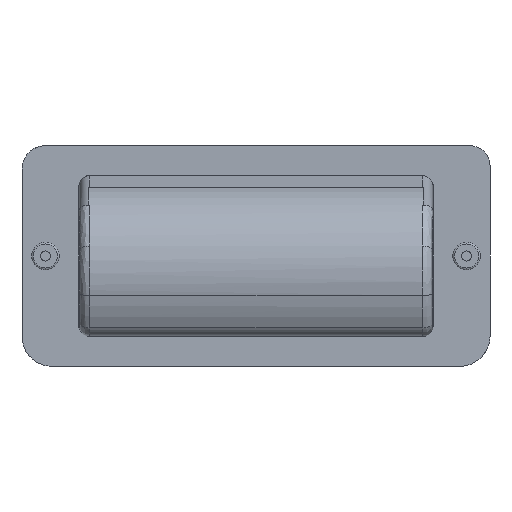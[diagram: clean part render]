
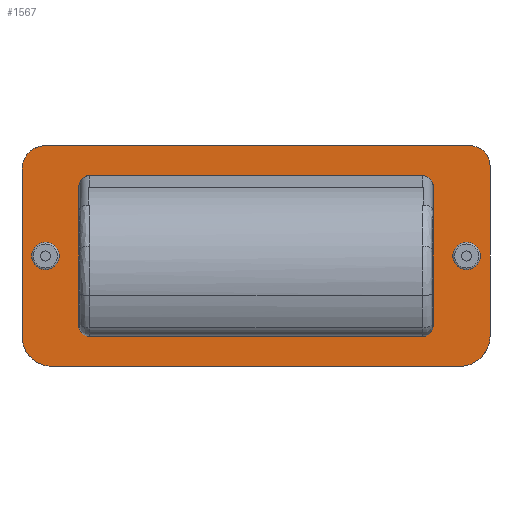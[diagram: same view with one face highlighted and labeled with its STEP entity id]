
A CAD part, front view. The second image highlights one B-rep face of the part: STEP entity #1567.
In plain terms, the highlighted planar face has unit normal (0, -1, 0).
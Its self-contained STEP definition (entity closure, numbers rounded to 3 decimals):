
#145=LINE('',#2276,#211);
#146=LINE('',#2280,#212);
#147=LINE('',#2284,#213);
#148=LINE('',#2287,#214);
#149=LINE('',#2290,#215);
#150=LINE('',#2294,#216);
#151=LINE('',#2298,#217);
#152=LINE('',#2302,#218);
#211=VECTOR('',#1866,51.);
#212=VECTOR('',#1869,126.992);
#213=VECTOR('',#1872,50.);
#214=VECTOR('',#1875,121.989);
#215=VECTOR('',#1876,42.);
#216=VECTOR('',#1879,99.947);
#217=VECTOR('',#1882,42.);
#218=VECTOR('',#1885,99.947);
#277=ELLIPSE('',#1680,9.005,9.);
#278=ELLIPSE('',#1681,6.004,6.);
#279=ELLIPSE('',#1682,7.004,7.);
#280=ELLIPSE('',#1683,9.005,9.);
#281=ELLIPSE('',#1684,3.,3.);
#282=ELLIPSE('',#1685,3.,3.);
#283=ELLIPSE('',#1686,3.,3.);
#284=ELLIPSE('',#1687,3.,3.);
#296=PLANE('',#1679);
#320=FACE_BOUND('',#442,.T.);
#321=FACE_BOUND('',#443,.T.);
#322=FACE_BOUND('',#444,.T.);
#333=FACE_OUTER_BOUND('',#441,.T.);
#441=EDGE_LOOP('',(#1041,#1042,#1043,#1044,#1045,#1046,#1047,#1048));
#442=EDGE_LOOP('',(#1049,#1050,#1051,#1052,#1053,#1054,#1055,#1056));
#443=EDGE_LOOP('',(#1057));
#444=EDGE_LOOP('',(#1058));
#556=CIRCLE('',#1688,4.1);
#557=CIRCLE('',#1689,4.1);
#638=VERTEX_POINT('',#2272);
#639=VERTEX_POINT('',#2273);
#640=VERTEX_POINT('',#2275);
#641=VERTEX_POINT('',#2277);
#642=VERTEX_POINT('',#2279);
#643=VERTEX_POINT('',#2281);
#644=VERTEX_POINT('',#2283);
#645=VERTEX_POINT('',#2285);
#646=VERTEX_POINT('',#2288);
#647=VERTEX_POINT('',#2289);
#648=VERTEX_POINT('',#2291);
#649=VERTEX_POINT('',#2293);
#650=VERTEX_POINT('',#2295);
#651=VERTEX_POINT('',#2297);
#652=VERTEX_POINT('',#2299);
#653=VERTEX_POINT('',#2301);
#654=VERTEX_POINT('',#2304);
#655=VERTEX_POINT('',#2306);
#792=EDGE_CURVE('',#638,#639,#277,.T.);
#793=EDGE_CURVE('',#640,#639,#145,.T.);
#794=EDGE_CURVE('',#640,#641,#278,.T.);
#795=EDGE_CURVE('',#642,#641,#146,.T.);
#796=EDGE_CURVE('',#642,#643,#279,.T.);
#797=EDGE_CURVE('',#644,#643,#147,.T.);
#798=EDGE_CURVE('',#644,#645,#280,.T.);
#799=EDGE_CURVE('',#645,#638,#148,.T.);
#800=EDGE_CURVE('',#646,#647,#149,.T.);
#801=EDGE_CURVE('',#647,#648,#281,.T.);
#802=EDGE_CURVE('',#648,#649,#150,.T.);
#803=EDGE_CURVE('',#649,#650,#282,.T.);
#804=EDGE_CURVE('',#651,#650,#151,.T.);
#805=EDGE_CURVE('',#651,#652,#283,.T.);
#806=EDGE_CURVE('',#653,#652,#152,.T.);
#807=EDGE_CURVE('',#653,#646,#284,.T.);
#808=EDGE_CURVE('',#654,#654,#556,.T.);
#809=EDGE_CURVE('',#655,#655,#557,.T.);
#1041=ORIENTED_EDGE('',*,*,#792,.T.);
#1042=ORIENTED_EDGE('',*,*,#793,.F.);
#1043=ORIENTED_EDGE('',*,*,#794,.T.);
#1044=ORIENTED_EDGE('',*,*,#795,.F.);
#1045=ORIENTED_EDGE('',*,*,#796,.T.);
#1046=ORIENTED_EDGE('',*,*,#797,.F.);
#1047=ORIENTED_EDGE('',*,*,#798,.T.);
#1048=ORIENTED_EDGE('',*,*,#799,.T.);
#1049=ORIENTED_EDGE('',*,*,#800,.T.);
#1050=ORIENTED_EDGE('',*,*,#801,.T.);
#1051=ORIENTED_EDGE('',*,*,#802,.T.);
#1052=ORIENTED_EDGE('',*,*,#803,.T.);
#1053=ORIENTED_EDGE('',*,*,#804,.F.);
#1054=ORIENTED_EDGE('',*,*,#805,.T.);
#1055=ORIENTED_EDGE('',*,*,#806,.F.);
#1056=ORIENTED_EDGE('',*,*,#807,.T.);
#1057=ORIENTED_EDGE('',*,*,#808,.F.);
#1058=ORIENTED_EDGE('',*,*,#809,.F.);
#1567=ADVANCED_FACE('',(#333,#320,#321,#322),#296,.T.);
#1679=AXIS2_PLACEMENT_3D('',#2271,#1862,#1863);
#1680=AXIS2_PLACEMENT_3D('',#2274,#1864,#1865);
#1681=AXIS2_PLACEMENT_3D('',#2278,#1867,#1868);
#1682=AXIS2_PLACEMENT_3D('',#2282,#1870,#1871);
#1683=AXIS2_PLACEMENT_3D('',#2286,#1873,#1874);
#1684=AXIS2_PLACEMENT_3D('',#2292,#1877,#1878);
#1685=AXIS2_PLACEMENT_3D('',#2296,#1880,#1881);
#1686=AXIS2_PLACEMENT_3D('',#2300,#1883,#1884);
#1687=AXIS2_PLACEMENT_3D('',#2303,#1886,#1887);
#1688=AXIS2_PLACEMENT_3D('',#2305,#1888,#1889);
#1689=AXIS2_PLACEMENT_3D('',#2307,#1890,#1891);
#1862=DIRECTION('center_axis',(0.,-1.,0.));
#1863=DIRECTION('ref_axis',(0.,0.,-1.));
#1864=DIRECTION('center_axis',(0.,-1.,0.));
#1865=DIRECTION('ref_axis',(1.,0.,0.));
#1866=DIRECTION('',(0.,0.,-1.));
#1867=DIRECTION('center_axis',(0.,-1.,0.));
#1868=DIRECTION('ref_axis',(1.,0.,0.));
#1869=DIRECTION('',(1.,0.,0.));
#1870=DIRECTION('center_axis',(0.,-1.,0.));
#1871=DIRECTION('ref_axis',(-1.,0.,0.));
#1872=DIRECTION('',(0.,0.,1.));
#1873=DIRECTION('center_axis',(0.,-1.,0.));
#1874=DIRECTION('ref_axis',(-1.,0.,0.));
#1875=DIRECTION('',(1.,0.,0.));
#1876=DIRECTION('',(0.,0.,1.));
#1877=DIRECTION('center_axis',(0.,1.,0.));
#1878=DIRECTION('ref_axis',(-1.,0.,0.));
#1879=DIRECTION('',(1.,0.,0.));
#1880=DIRECTION('center_axis',(0.,1.,0.));
#1881=DIRECTION('ref_axis',(1.,0.,0.));
#1882=DIRECTION('',(0.,0.,1.));
#1883=DIRECTION('center_axis',(0.,1.,0.));
#1884=DIRECTION('ref_axis',(1.,0.,0.));
#1885=DIRECTION('',(1.,0.,0.));
#1886=DIRECTION('center_axis',(0.,1.,0.));
#1887=DIRECTION('ref_axis',(-1.,0.,0.));
#1888=DIRECTION('center_axis',(0.,-1.,0.));
#1889=DIRECTION('ref_axis',(0.,0.,1.));
#1890=DIRECTION('center_axis',(0.,-1.,0.));
#1891=DIRECTION('ref_axis',(0.,0.,1.));
#2271=CARTESIAN_POINT('Origin',(-97.5,0.,33.));
#2272=CARTESIAN_POINT('',(60.995,0.,-33.));
#2273=CARTESIAN_POINT('',(70.,0.,-24.));
#2274=CARTESIAN_POINT('Origin',(60.995,0.,
-24.));
#2275=CARTESIAN_POINT('',(70.,0.,27.));
#2276=CARTESIAN_POINT('',(70.,0.,27.));
#2277=CARTESIAN_POINT('',(63.996,0.,33.));
#2278=CARTESIAN_POINT('Origin',(63.996,0.,
27.));
#2279=CARTESIAN_POINT('',(-62.996,0.,33.));
#2280=CARTESIAN_POINT('',(-62.996,0.,33.));
#2281=CARTESIAN_POINT('',(-70.,0.,26.));
#2282=CARTESIAN_POINT('Origin',(-62.996,0.,
26.));
#2283=CARTESIAN_POINT('',(-70.,0.,-24.));
#2284=CARTESIAN_POINT('',(-70.,0.,-24.));
#2285=CARTESIAN_POINT('',(-60.995,0.,-33.));
#2286=CARTESIAN_POINT('Origin',(-60.995,0.,
-24.));
#2287=CARTESIAN_POINT('',(-60.995,0.,-33.));
#2288=CARTESIAN_POINT('',(-52.974,0.,-21.));
#2289=CARTESIAN_POINT('',(-52.974,0.,21.));
#2290=CARTESIAN_POINT('',(-52.974,0.,-21.));
#2291=CARTESIAN_POINT('',(-49.973,0.,24.));
#2292=CARTESIAN_POINT('Origin',(-49.973,0.,
21.));
#2293=CARTESIAN_POINT('',(49.973,0.,24.));
#2294=CARTESIAN_POINT('',(-49.973,0.,24.));
#2295=CARTESIAN_POINT('',(52.974,0.,21.));
#2296=CARTESIAN_POINT('Origin',(49.973,0.,
21.));
#2297=CARTESIAN_POINT('',(52.974,0.,-21.));
#2298=CARTESIAN_POINT('',(52.974,0.,-21.));
#2299=CARTESIAN_POINT('',(49.973,0.,-24.));
#2300=CARTESIAN_POINT('Origin',(49.973,0.,
-21.));
#2301=CARTESIAN_POINT('',(-49.973,0.,-24.));
#2302=CARTESIAN_POINT('',(-49.973,0.,-24.));
#2303=CARTESIAN_POINT('Origin',(-49.973,0.,
-21.));
#2304=CARTESIAN_POINT('',(-63.,0.,-4.1));
#2305=CARTESIAN_POINT('Origin',(-63.,0.,0.));
#2306=CARTESIAN_POINT('',(63.,0.,4.1));
#2307=CARTESIAN_POINT('Origin',(63.,0.,0.));
